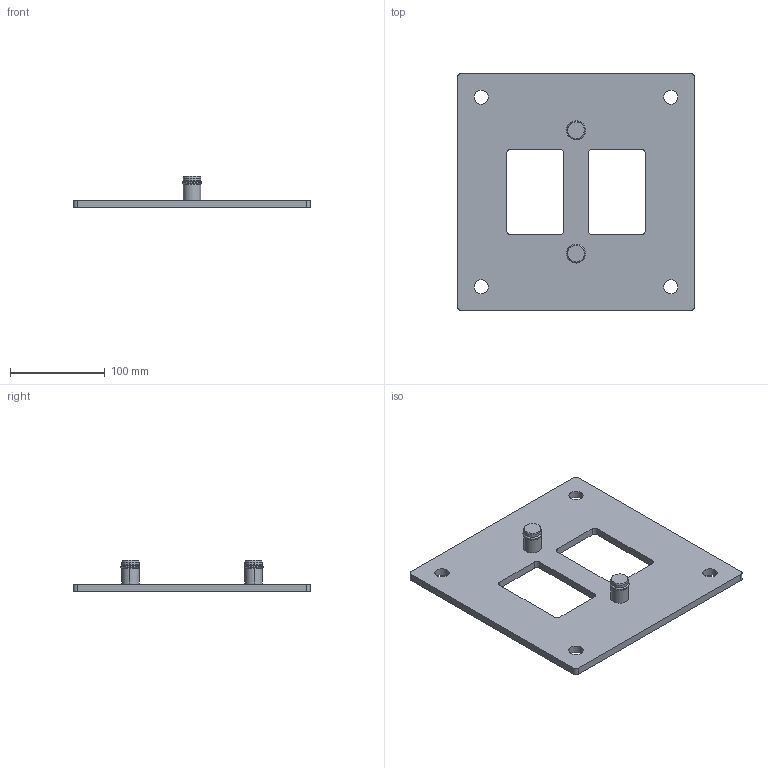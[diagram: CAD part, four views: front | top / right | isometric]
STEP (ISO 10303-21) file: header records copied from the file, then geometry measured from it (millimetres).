
FILE_DESCRIPTION (( 'STEP AP214' ), '1' );
FILE_NAME ('6290416.stp', '2016-06-29T13:23:39', ( '' ), ( '' ), 'SwSTEP 2.0', 'SolidWorks 2014', '' );
FILE_SCHEMA (( 'AUTOMOTIVE_DESIGN' ));
Length unit declared in the file: millimetre
Products named in the file (4): 076061_Standard; 075480_Standard; 075520_Standard; 6290416
Assembly tree (5 placements, depth 2):
  6290416
    075480_Standard
    075520_Standard  x2
    076061_Standard  x2
Bounding box: 250 x 250 x 33 mm (x, y, z)
Volume: 419987.1 mm3; surface area: 122078.4 mm2
Topology: 5 solids, 5 shells, 94 faces, 216 edges, 130 vertices
Faces by surface type: cylinder 36, torus 24, plane 22, cone 12
Entity records: 2106 total; most frequent: DIRECTION 382, CARTESIAN_POINT 323, ORIENTED_EDGE 308, AXIS2_PLACEMENT_3D 156, EDGE_CURVE 154, VERTEX_POINT 97, CIRCLE 84, EDGE_LOOP 79
